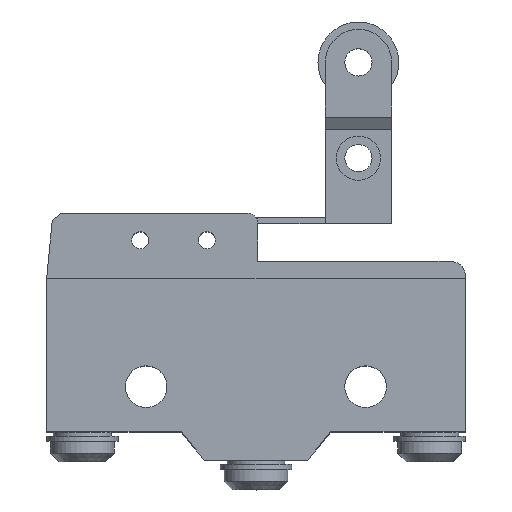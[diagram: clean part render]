
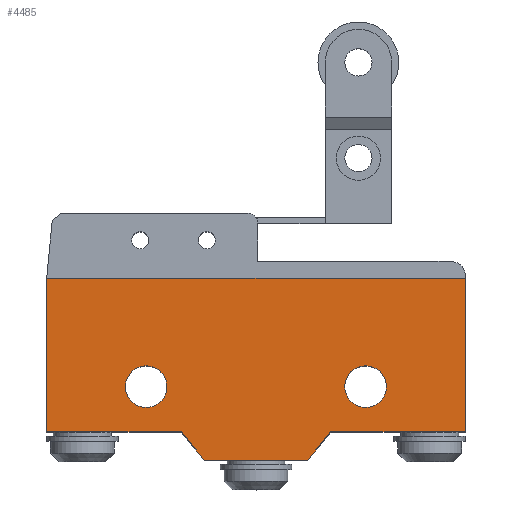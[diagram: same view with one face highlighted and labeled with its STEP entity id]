
A CAD part, top view. The second image highlights one B-rep face of the part: STEP entity #4485.
In plain terms, the highlighted planar face has unit normal (0, 0, 1).
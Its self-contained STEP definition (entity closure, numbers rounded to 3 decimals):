
#4142=CARTESIAN_POINT('',(11.686,7.766,17.5));
#4143=VERTEX_POINT('',#4142);
#4152=CARTESIAN_POINT('',(11.686,2.865,17.5));
#4153=VERTEX_POINT('',#4152);
#4154=CARTESIAN_POINT('',(11.686,5.316,17.5));
#4155=DIRECTION('',(0.0,0.0,1.0));
#4156=DIRECTION('',(0.0,1.0,0.0));
#4157=AXIS2_PLACEMENT_3D('',#4154,#4155,#4156);
#4158=CIRCLE('',#4157,2.45);
#4159=EDGE_CURVE('',#4143,#4153,#4158,.T.);
#4184=CARTESIAN_POINT('',(37.482,2.862,17.5));
#4185=VERTEX_POINT('',#4184);
#4194=CARTESIAN_POINT('',(37.482,7.77,17.5));
#4195=VERTEX_POINT('',#4194);
#4196=CARTESIAN_POINT('',(37.482,5.316,17.5));
#4197=DIRECTION('',(0.0,0.0,1.0));
#4198=DIRECTION('',(0.0,-1.0,0.0));
#4199=AXIS2_PLACEMENT_3D('',#4196,#4197,#4198);
#4200=CIRCLE('',#4199,2.454);
#4201=EDGE_CURVE('',#4185,#4195,#4200,.T.);
#4300=CARTESIAN_POINT('',(0.0,18.029,17.5));
#4301=VERTEX_POINT('',#4300);
#4326=CARTESIAN_POINT('',(49.2,18.029,17.5));
#4327=VERTEX_POINT('',#4326);
#4350=CARTESIAN_POINT('',(49.2,0.,17.5));
#4351=VERTEX_POINT('',#4350);
#4352=CARTESIAN_POINT('',(49.2,18.029,17.5));
#4353=DIRECTION('',(0.0,-1.0,0.0));
#4354=VECTOR('',#4353,18.029);
#4355=LINE('',#4352,#4354);
#4356=EDGE_CURVE('',#4327,#4351,#4355,.T.);
#4383=CARTESIAN_POINT('',(0.0,18.029,17.5));
#4384=DIRECTION('',(1.0,0.0,0.0));
#4385=VECTOR('',#4384,49.2);
#4386=LINE('',#4383,#4385);
#4387=EDGE_CURVE('',#4301,#4327,#4386,.T.);
#4392=CARTESIAN_POINT('',(24.6,9.211,17.5));
#4393=DIRECTION('',(0.0,0.0,1.0));
#4394=DIRECTION('',(1.0,0.0,0.0));
#4395=AXIS2_PLACEMENT_3D('',#4392,#4393,#4394);
#4396=PLANE('',#4395);
#4397=ORIENTED_EDGE('',*,*,#4387,.F.);
#4398=CARTESIAN_POINT('',(0.0,0.0,17.5));
#4399=VERTEX_POINT('',#4398);
#4400=CARTESIAN_POINT('',(0.0,0.0,17.5));
#4401=DIRECTION('',(0.0,1.0,0.0));
#4402=VECTOR('',#4401,18.029);
#4403=LINE('',#4400,#4402);
#4404=EDGE_CURVE('',#4399,#4301,#4403,.T.);
#4405=ORIENTED_EDGE('',*,*,#4404,.F.);
#4406=CARTESIAN_POINT('',(15.817,0.,17.5));
#4407=VERTEX_POINT('',#4406);
#4408=CARTESIAN_POINT('',(15.817,0.,17.5));
#4409=DIRECTION('',(-1.0,0.0,0.0));
#4410=VECTOR('',#4409,15.817);
#4411=LINE('',#4408,#4410);
#4412=EDGE_CURVE('',#4407,#4399,#4411,.T.);
#4413=ORIENTED_EDGE('',*,*,#4412,.F.);
#4414=CARTESIAN_POINT('',(18.528,-3.303,17.5));
#4415=VERTEX_POINT('',#4414);
#4416=CARTESIAN_POINT('',(18.528,-3.303,17.5));
#4417=DIRECTION('',(-0.634,0.773,0.0));
#4418=VECTOR('',#4417,4.273);
#4419=LINE('',#4416,#4418);
#4420=EDGE_CURVE('',#4415,#4407,#4419,.T.);
#4421=ORIENTED_EDGE('',*,*,#4420,.F.);
#4422=CARTESIAN_POINT('',(30.672,-3.303,17.5));
#4423=VERTEX_POINT('',#4422);
#4424=CARTESIAN_POINT('',(30.672,-3.303,17.5));
#4425=DIRECTION('',(-1.0,0.0,0.0));
#4426=VECTOR('',#4425,12.143);
#4427=LINE('',#4424,#4426);
#4428=EDGE_CURVE('',#4423,#4415,#4427,.T.);
#4429=ORIENTED_EDGE('',*,*,#4428,.F.);
#4430=CARTESIAN_POINT('',(33.384,0.,17.5));
#4431=VERTEX_POINT('',#4430);
#4432=CARTESIAN_POINT('',(33.384,0.,17.5));
#4433=DIRECTION('',(-0.635,-0.773,0.0));
#4434=VECTOR('',#4433,4.274);
#4435=LINE('',#4432,#4434);
#4436=EDGE_CURVE('',#4431,#4423,#4435,.T.);
#4437=ORIENTED_EDGE('',*,*,#4436,.F.);
#4438=CARTESIAN_POINT('',(49.2,0.,17.5));
#4439=DIRECTION('',(-1.0,0.0,0.0));
#4440=VECTOR('',#4439,15.816);
#4441=LINE('',#4438,#4440);
#4442=EDGE_CURVE('',#4351,#4431,#4441,.T.);
#4443=ORIENTED_EDGE('',*,*,#4442,.F.);
#4444=ORIENTED_EDGE('',*,*,#4356,.F.);
#4445=EDGE_LOOP('',(#4397,#4405,#4413,#4421,#4429,#4437,#4443,#4444));
#4446=FACE_OUTER_BOUND('',#4445,.T.);
#4447=CARTESIAN_POINT('',(14.137,5.316,17.5));
#4448=VERTEX_POINT('',#4447);
#4449=CARTESIAN_POINT('',(11.686,5.316,17.5));
#4450=DIRECTION('',(0.0,0.0,1.0));
#4451=DIRECTION('',(0.0,1.0,0.0));
#4452=AXIS2_PLACEMENT_3D('',#4449,#4450,#4451);
#4453=CIRCLE('',#4452,2.45);
#4454=EDGE_CURVE('',#4448,#4143,#4453,.T.);
#4455=ORIENTED_EDGE('',*,*,#4454,.F.);
#4456=CARTESIAN_POINT('',(11.686,5.316,17.5));
#4457=DIRECTION('',(0.0,0.0,1.0));
#4458=DIRECTION('',(0.0,1.0,0.0));
#4459=AXIS2_PLACEMENT_3D('',#4456,#4457,#4458);
#4460=CIRCLE('',#4459,2.45);
#4461=EDGE_CURVE('',#4153,#4448,#4460,.T.);
#4462=ORIENTED_EDGE('',*,*,#4461,.F.);
#4463=ORIENTED_EDGE('',*,*,#4159,.F.);
#4464=EDGE_LOOP('',(#4455,#4462,#4463));
#4465=FACE_BOUND('',#4464,.T.);
#4466=CARTESIAN_POINT('',(35.028,5.316,17.5));
#4467=VERTEX_POINT('',#4466);
#4468=CARTESIAN_POINT('',(37.482,5.316,17.5));
#4469=DIRECTION('',(0.0,0.0,1.0));
#4470=DIRECTION('',(0.0,-1.0,0.0));
#4471=AXIS2_PLACEMENT_3D('',#4468,#4469,#4470);
#4472=CIRCLE('',#4471,2.454);
#4473=EDGE_CURVE('',#4467,#4185,#4472,.T.);
#4474=ORIENTED_EDGE('',*,*,#4473,.F.);
#4475=CARTESIAN_POINT('',(37.482,5.316,17.5));
#4476=DIRECTION('',(0.0,0.0,1.0));
#4477=DIRECTION('',(0.0,-1.0,0.0));
#4478=AXIS2_PLACEMENT_3D('',#4475,#4476,#4477);
#4479=CIRCLE('',#4478,2.454);
#4480=EDGE_CURVE('',#4195,#4467,#4479,.T.);
#4481=ORIENTED_EDGE('',*,*,#4480,.F.);
#4482=ORIENTED_EDGE('',*,*,#4201,.F.);
#4483=EDGE_LOOP('',(#4474,#4481,#4482));
#4484=FACE_BOUND('',#4483,.T.);
#4485=ADVANCED_FACE('',(#4446,#4465,#4484),#4396,.T.);
